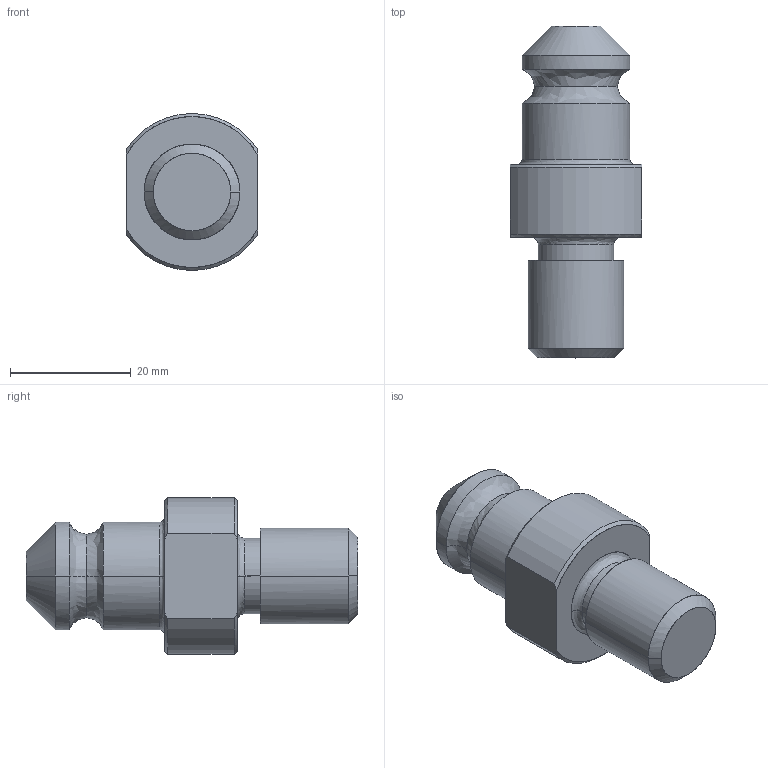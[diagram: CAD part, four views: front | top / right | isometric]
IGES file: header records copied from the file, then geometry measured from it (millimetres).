
Start section: SolidWorks IGES file using NURBS representation for surfaces
Global section: file name: ALBA 401.IGS; native system: SolidWorks 2007; preprocessor: SolidWorks 2007; author: user; date: 080827.061520; units: inch
Bounding box: 21.84 x 54.99 x 26.01 mm (x, y, z)
Surface area: 4077 mm2 (no closed solid volume)
Topology: 0 solids, 0 shells, 33 faces, 380 edges, 380 vertices
Faces by surface type: bspline 33
